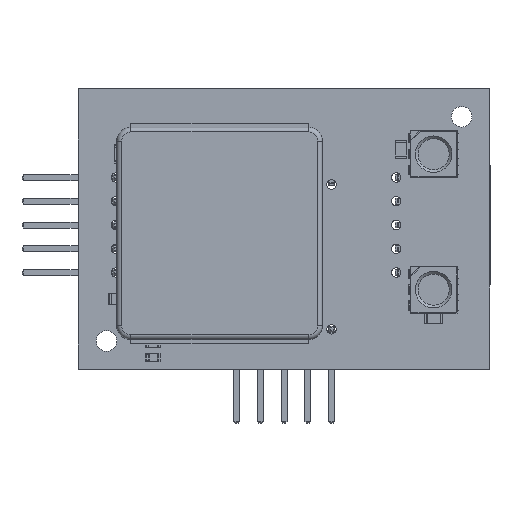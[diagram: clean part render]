
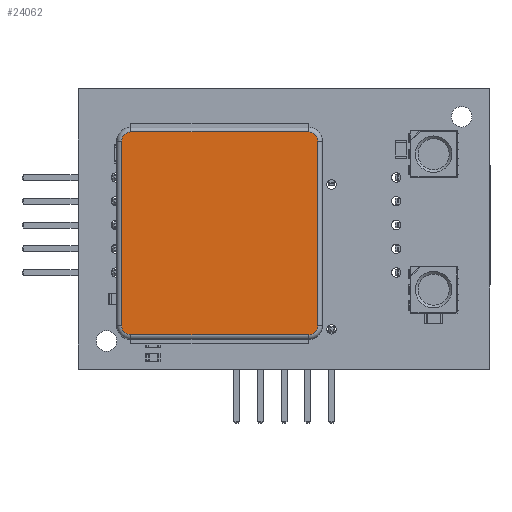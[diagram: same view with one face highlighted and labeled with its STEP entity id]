
A CAD part, top view. The second image highlights one B-rep face of the part: STEP entity #24062.
In plain terms, the highlighted planar face has unit normal (0, 0, 1).
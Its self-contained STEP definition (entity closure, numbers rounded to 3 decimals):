
#22979 = CYLINDRICAL_SURFACE('',#22980,0.5);
#22980 = AXIS2_PLACEMENT_3D('',#22981,#22982,#22983);
#22981 = CARTESIAN_POINT('',(-9.85,10.5,12.1));
#22982 = DIRECTION('',(1.,0.,0.));
#22983 = DIRECTION('',(0.,0.,1.));
#23149 = TOROIDAL_SURFACE('',#23150,1.,0.5);
#23150 = AXIS2_PLACEMENT_3D('',#23151,#23152,#23153);
#23151 = CARTESIAN_POINT('',(-9.85,9.5,12.1));
#23152 = DIRECTION('',(0.,0.,-1.));
#23153 = DIRECTION('',(-1.,0.,0.));
#23247 = EDGE_CURVE('',#23248,#23250,#23252,.T.);
#23248 = VERTEX_POINT('',#23249);
#23249 = CARTESIAN_POINT('',(-9.85,10.5,12.6));
#23250 = VERTEX_POINT('',#23251);
#23251 = CARTESIAN_POINT('',(9.85,10.5,12.6));
#23252 = SURFACE_CURVE('',#23253,(#23257,#23264),.PCURVE_S1.);
#23253 = LINE('',#23254,#23255);
#23254 = CARTESIAN_POINT('',(-9.85,10.5,12.6));
#23255 = VECTOR('',#23256,1.);
#23256 = DIRECTION('',(1.,0.,0.));
#23257 = PCURVE('',#22979,#23258);
#23258 = DEFINITIONAL_REPRESENTATION('',(#23259),#23263);
#23259 = LINE('',#23260,#23261);
#23260 = CARTESIAN_POINT('',(6.283,0.));
#23261 = VECTOR('',#23262,1.);
#23262 = DIRECTION('',(0.,1.));
#23263 = ( GEOMETRIC_REPRESENTATION_CONTEXT(2) 
PARAMETRIC_REPRESENTATION_CONTEXT() REPRESENTATION_CONTEXT('2D SPACE',''
  ) );
#23264 = PCURVE('',#23265,#23270);
#23265 = PLANE('',#23266);
#23266 = AXIS2_PLACEMENT_3D('',#23267,#23268,#23269);
#23267 = CARTESIAN_POINT('',(0.,0.,12.6));
#23268 = DIRECTION('',(0.,0.,-1.));
#23269 = DIRECTION('',(-1.,0.,0.));
#23270 = DEFINITIONAL_REPRESENTATION('',(#23271),#23275);
#23271 = LINE('',#23272,#23273);
#23272 = CARTESIAN_POINT('',(9.85,10.5));
#23273 = VECTOR('',#23274,1.);
#23274 = DIRECTION('',(-1.,0.));
#23275 = ( GEOMETRIC_REPRESENTATION_CONTEXT(2) 
PARAMETRIC_REPRESENTATION_CONTEXT() REPRESENTATION_CONTEXT('2D SPACE',''
  ) );
#23292 = TOROIDAL_SURFACE('',#23293,1.,0.5);
#23293 = AXIS2_PLACEMENT_3D('',#23294,#23295,#23296);
#23294 = CARTESIAN_POINT('',(9.85,9.5,12.1));
#23295 = DIRECTION('',(0.,0.,-1.));
#23296 = DIRECTION('',(0.,1.,0.));
#23492 = VERTEX_POINT('',#23493);
#23493 = CARTESIAN_POINT('',(-10.85,9.5,12.6));
#23508 = CYLINDRICAL_SURFACE('',#23509,0.5);
#23509 = AXIS2_PLACEMENT_3D('',#23510,#23511,#23512);
#23510 = CARTESIAN_POINT('',(-10.85,-9.5,12.1));
#23511 = DIRECTION('',(0.,1.,0.));
#23512 = DIRECTION('',(0.,0.,1.));
#23520 = EDGE_CURVE('',#23492,#23248,#23521,.T.);
#23521 = SURFACE_CURVE('',#23522,(#23527,#23534),.PCURVE_S1.);
#23522 = CIRCLE('',#23523,1.);
#23523 = AXIS2_PLACEMENT_3D('',#23524,#23525,#23526);
#23524 = CARTESIAN_POINT('',(-9.85,9.5,12.6));
#23525 = DIRECTION('',(0.,0.,-1.));
#23526 = DIRECTION('',(-1.,0.,0.));
#23527 = PCURVE('',#23149,#23528);
#23528 = DEFINITIONAL_REPRESENTATION('',(#23529),#23533);
#23529 = LINE('',#23530,#23531);
#23530 = CARTESIAN_POINT('',(0.,4.712));
#23531 = VECTOR('',#23532,1.);
#23532 = DIRECTION('',(1.,0.));
#23533 = ( GEOMETRIC_REPRESENTATION_CONTEXT(2) 
PARAMETRIC_REPRESENTATION_CONTEXT() REPRESENTATION_CONTEXT('2D SPACE',''
  ) );
#23534 = PCURVE('',#23265,#23535);
#23535 = DEFINITIONAL_REPRESENTATION('',(#23536),#23540);
#23536 = CIRCLE('',#23537,1.);
#23537 = AXIS2_PLACEMENT_2D('',#23538,#23539);
#23538 = CARTESIAN_POINT('',(9.85,9.5));
#23539 = DIRECTION('',(1.,0.));
#23540 = ( GEOMETRIC_REPRESENTATION_CONTEXT(2) 
PARAMETRIC_REPRESENTATION_CONTEXT() REPRESENTATION_CONTEXT('2D SPACE',''
  ) );
#24062 = ADVANCED_FACE('',(#24063),#23265,.F.);
#24063 = FACE_BOUND('',#24064,.F.);
#24064 = EDGE_LOOP('',(#24065,#24095,#24124,#24145,#24146,#24147,#24171,
    #24199));
#24065 = ORIENTED_EDGE('',*,*,#24066,.T.);
#24066 = EDGE_CURVE('',#24067,#24069,#24071,.T.);
#24067 = VERTEX_POINT('',#24068);
#24068 = CARTESIAN_POINT('',(9.85,-10.5,12.6));
#24069 = VERTEX_POINT('',#24070);
#24070 = CARTESIAN_POINT('',(-9.85,-10.5,12.6));
#24071 = SURFACE_CURVE('',#24072,(#24076,#24083),.PCURVE_S1.);
#24072 = LINE('',#24073,#24074);
#24073 = CARTESIAN_POINT('',(9.85,-10.5,12.6));
#24074 = VECTOR('',#24075,1.);
#24075 = DIRECTION('',(-1.,0.,0.));
#24076 = PCURVE('',#23265,#24077);
#24077 = DEFINITIONAL_REPRESENTATION('',(#24078),#24082);
#24078 = LINE('',#24079,#24080);
#24079 = CARTESIAN_POINT('',(-9.85,-10.5));
#24080 = VECTOR('',#24081,1.);
#24081 = DIRECTION('',(1.,0.));
#24082 = ( GEOMETRIC_REPRESENTATION_CONTEXT(2) 
PARAMETRIC_REPRESENTATION_CONTEXT() REPRESENTATION_CONTEXT('2D SPACE',''
  ) );
#24083 = PCURVE('',#24084,#24089);
#24084 = CYLINDRICAL_SURFACE('',#24085,0.5);
#24085 = AXIS2_PLACEMENT_3D('',#24086,#24087,#24088);
#24086 = CARTESIAN_POINT('',(9.85,-10.5,12.1));
#24087 = DIRECTION('',(-1.,0.,0.));
#24088 = DIRECTION('',(0.,0.,1.));
#24089 = DEFINITIONAL_REPRESENTATION('',(#24090),#24094);
#24090 = LINE('',#24091,#24092);
#24091 = CARTESIAN_POINT('',(6.283,0.));
#24092 = VECTOR('',#24093,1.);
#24093 = DIRECTION('',(0.,1.));
#24094 = ( GEOMETRIC_REPRESENTATION_CONTEXT(2) 
PARAMETRIC_REPRESENTATION_CONTEXT() REPRESENTATION_CONTEXT('2D SPACE',''
  ) );
#24095 = ORIENTED_EDGE('',*,*,#24096,.T.);
#24096 = EDGE_CURVE('',#24069,#24097,#24099,.T.);
#24097 = VERTEX_POINT('',#24098);
#24098 = CARTESIAN_POINT('',(-10.85,-9.5,12.6));
#24099 = SURFACE_CURVE('',#24100,(#24105,#24112),.PCURVE_S1.);
#24100 = CIRCLE('',#24101,1.);
#24101 = AXIS2_PLACEMENT_3D('',#24102,#24103,#24104);
#24102 = CARTESIAN_POINT('',(-9.85,-9.5,12.6));
#24103 = DIRECTION('',(0.,0.,-1.));
#24104 = DIRECTION('',(0.,-1.,0.));
#24105 = PCURVE('',#23265,#24106);
#24106 = DEFINITIONAL_REPRESENTATION('',(#24107),#24111);
#24107 = CIRCLE('',#24108,1.);
#24108 = AXIS2_PLACEMENT_2D('',#24109,#24110);
#24109 = CARTESIAN_POINT('',(9.85,-9.5));
#24110 = DIRECTION('',(0.,-1.));
#24111 = ( GEOMETRIC_REPRESENTATION_CONTEXT(2) 
PARAMETRIC_REPRESENTATION_CONTEXT() REPRESENTATION_CONTEXT('2D SPACE',''
  ) );
#24112 = PCURVE('',#24113,#24118);
#24113 = TOROIDAL_SURFACE('',#24114,1.,0.5);
#24114 = AXIS2_PLACEMENT_3D('',#24115,#24116,#24117);
#24115 = CARTESIAN_POINT('',(-9.85,-9.5,12.1));
#24116 = DIRECTION('',(0.,0.,-1.));
#24117 = DIRECTION('',(0.,-1.,0.));
#24118 = DEFINITIONAL_REPRESENTATION('',(#24119),#24123);
#24119 = LINE('',#24120,#24121);
#24120 = CARTESIAN_POINT('',(0.,4.712));
#24121 = VECTOR('',#24122,1.);
#24122 = DIRECTION('',(1.,0.));
#24123 = ( GEOMETRIC_REPRESENTATION_CONTEXT(2) 
PARAMETRIC_REPRESENTATION_CONTEXT() REPRESENTATION_CONTEXT('2D SPACE',''
  ) );
#24124 = ORIENTED_EDGE('',*,*,#24125,.T.);
#24125 = EDGE_CURVE('',#24097,#23492,#24126,.T.);
#24126 = SURFACE_CURVE('',#24127,(#24131,#24138),.PCURVE_S1.);
#24127 = LINE('',#24128,#24129);
#24128 = CARTESIAN_POINT('',(-10.85,-9.5,12.6));
#24129 = VECTOR('',#24130,1.);
#24130 = DIRECTION('',(0.,1.,0.));
#24131 = PCURVE('',#23265,#24132);
#24132 = DEFINITIONAL_REPRESENTATION('',(#24133),#24137);
#24133 = LINE('',#24134,#24135);
#24134 = CARTESIAN_POINT('',(10.85,-9.5));
#24135 = VECTOR('',#24136,1.);
#24136 = DIRECTION('',(0.,1.));
#24137 = ( GEOMETRIC_REPRESENTATION_CONTEXT(2) 
PARAMETRIC_REPRESENTATION_CONTEXT() REPRESENTATION_CONTEXT('2D SPACE',''
  ) );
#24138 = PCURVE('',#23508,#24139);
#24139 = DEFINITIONAL_REPRESENTATION('',(#24140),#24144);
#24140 = LINE('',#24141,#24142);
#24141 = CARTESIAN_POINT('',(6.283,0.));
#24142 = VECTOR('',#24143,1.);
#24143 = DIRECTION('',(0.,1.));
#24144 = ( GEOMETRIC_REPRESENTATION_CONTEXT(2) 
PARAMETRIC_REPRESENTATION_CONTEXT() REPRESENTATION_CONTEXT('2D SPACE',''
  ) );
#24145 = ORIENTED_EDGE('',*,*,#23520,.T.);
#24146 = ORIENTED_EDGE('',*,*,#23247,.T.);
#24147 = ORIENTED_EDGE('',*,*,#24148,.T.);
#24148 = EDGE_CURVE('',#23250,#24149,#24151,.T.);
#24149 = VERTEX_POINT('',#24150);
#24150 = CARTESIAN_POINT('',(10.85,9.5,12.6));
#24151 = SURFACE_CURVE('',#24152,(#24157,#24164),.PCURVE_S1.);
#24152 = CIRCLE('',#24153,1.);
#24153 = AXIS2_PLACEMENT_3D('',#24154,#24155,#24156);
#24154 = CARTESIAN_POINT('',(9.85,9.5,12.6));
#24155 = DIRECTION('',(0.,0.,-1.));
#24156 = DIRECTION('',(0.,1.,0.));
#24157 = PCURVE('',#23265,#24158);
#24158 = DEFINITIONAL_REPRESENTATION('',(#24159),#24163);
#24159 = CIRCLE('',#24160,1.);
#24160 = AXIS2_PLACEMENT_2D('',#24161,#24162);
#24161 = CARTESIAN_POINT('',(-9.85,9.5));
#24162 = DIRECTION('',(0.,1.));
#24163 = ( GEOMETRIC_REPRESENTATION_CONTEXT(2) 
PARAMETRIC_REPRESENTATION_CONTEXT() REPRESENTATION_CONTEXT('2D SPACE',''
  ) );
#24164 = PCURVE('',#23292,#24165);
#24165 = DEFINITIONAL_REPRESENTATION('',(#24166),#24170);
#24166 = LINE('',#24167,#24168);
#24167 = CARTESIAN_POINT('',(0.,4.712));
#24168 = VECTOR('',#24169,1.);
#24169 = DIRECTION('',(1.,0.));
#24170 = ( GEOMETRIC_REPRESENTATION_CONTEXT(2) 
PARAMETRIC_REPRESENTATION_CONTEXT() REPRESENTATION_CONTEXT('2D SPACE',''
  ) );
#24171 = ORIENTED_EDGE('',*,*,#24172,.T.);
#24172 = EDGE_CURVE('',#24149,#24173,#24175,.T.);
#24173 = VERTEX_POINT('',#24174);
#24174 = CARTESIAN_POINT('',(10.85,-9.5,12.6));
#24175 = SURFACE_CURVE('',#24176,(#24180,#24187),.PCURVE_S1.);
#24176 = LINE('',#24177,#24178);
#24177 = CARTESIAN_POINT('',(10.85,9.5,12.6));
#24178 = VECTOR('',#24179,1.);
#24179 = DIRECTION('',(0.,-1.,0.));
#24180 = PCURVE('',#23265,#24181);
#24181 = DEFINITIONAL_REPRESENTATION('',(#24182),#24186);
#24182 = LINE('',#24183,#24184);
#24183 = CARTESIAN_POINT('',(-10.85,9.5));
#24184 = VECTOR('',#24185,1.);
#24185 = DIRECTION('',(0.,-1.));
#24186 = ( GEOMETRIC_REPRESENTATION_CONTEXT(2) 
PARAMETRIC_REPRESENTATION_CONTEXT() REPRESENTATION_CONTEXT('2D SPACE',''
  ) );
#24187 = PCURVE('',#24188,#24193);
#24188 = CYLINDRICAL_SURFACE('',#24189,0.5);
#24189 = AXIS2_PLACEMENT_3D('',#24190,#24191,#24192);
#24190 = CARTESIAN_POINT('',(10.85,9.5,12.1));
#24191 = DIRECTION('',(0.,-1.,0.));
#24192 = DIRECTION('',(0.,0.,1.));
#24193 = DEFINITIONAL_REPRESENTATION('',(#24194),#24198);
#24194 = LINE('',#24195,#24196);
#24195 = CARTESIAN_POINT('',(6.283,0.));
#24196 = VECTOR('',#24197,1.);
#24197 = DIRECTION('',(0.,1.));
#24198 = ( GEOMETRIC_REPRESENTATION_CONTEXT(2) 
PARAMETRIC_REPRESENTATION_CONTEXT() REPRESENTATION_CONTEXT('2D SPACE',''
  ) );
#24199 = ORIENTED_EDGE('',*,*,#24200,.T.);
#24200 = EDGE_CURVE('',#24173,#24067,#24201,.T.);
#24201 = SURFACE_CURVE('',#24202,(#24207,#24214),.PCURVE_S1.);
#24202 = CIRCLE('',#24203,1.);
#24203 = AXIS2_PLACEMENT_3D('',#24204,#24205,#24206);
#24204 = CARTESIAN_POINT('',(9.85,-9.5,12.6));
#24205 = DIRECTION('',(0.,0.,-1.));
#24206 = DIRECTION('',(1.,0.,0.));
#24207 = PCURVE('',#23265,#24208);
#24208 = DEFINITIONAL_REPRESENTATION('',(#24209),#24213);
#24209 = CIRCLE('',#24210,1.);
#24210 = AXIS2_PLACEMENT_2D('',#24211,#24212);
#24211 = CARTESIAN_POINT('',(-9.85,-9.5));
#24212 = DIRECTION('',(-1.,0.));
#24213 = ( GEOMETRIC_REPRESENTATION_CONTEXT(2) 
PARAMETRIC_REPRESENTATION_CONTEXT() REPRESENTATION_CONTEXT('2D SPACE',''
  ) );
#24214 = PCURVE('',#24215,#24220);
#24215 = TOROIDAL_SURFACE('',#24216,1.,0.5);
#24216 = AXIS2_PLACEMENT_3D('',#24217,#24218,#24219);
#24217 = CARTESIAN_POINT('',(9.85,-9.5,12.1));
#24218 = DIRECTION('',(0.,0.,-1.));
#24219 = DIRECTION('',(1.,0.,0.));
#24220 = DEFINITIONAL_REPRESENTATION('',(#24221),#24225);
#24221 = LINE('',#24222,#24223);
#24222 = CARTESIAN_POINT('',(0.,4.712));
#24223 = VECTOR('',#24224,1.);
#24224 = DIRECTION('',(1.,0.));
#24225 = ( GEOMETRIC_REPRESENTATION_CONTEXT(2) 
PARAMETRIC_REPRESENTATION_CONTEXT() REPRESENTATION_CONTEXT('2D SPACE',''
  ) );
